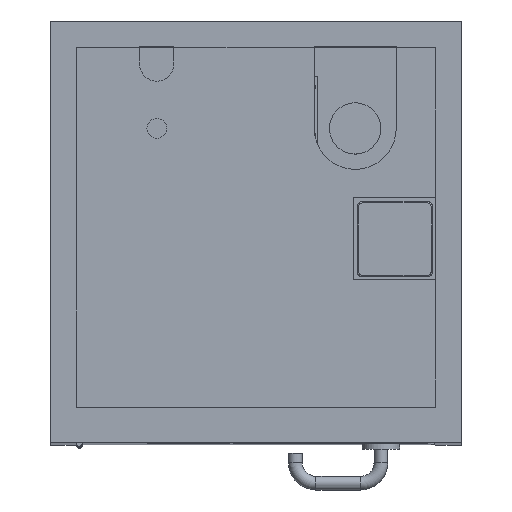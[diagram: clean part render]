
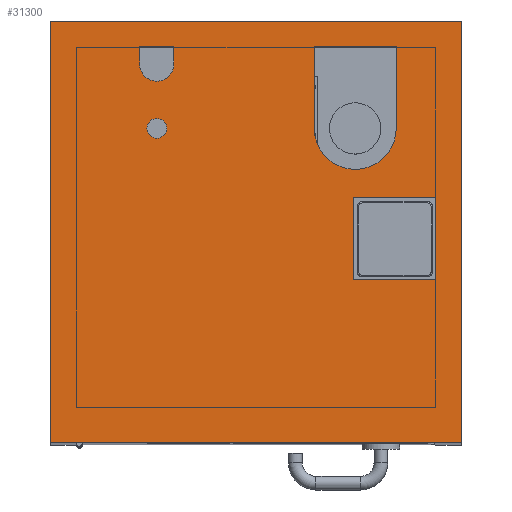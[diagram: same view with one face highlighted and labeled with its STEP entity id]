
A CAD part, top view. The second image highlights one B-rep face of the part: STEP entity #31300.
In plain terms, the highlighted planar face has unit normal (0, 0, 1).
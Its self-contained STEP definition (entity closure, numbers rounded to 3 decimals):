
#769=FACE_BOUND('',#4142,.T.);
#770=FACE_BOUND('',#4143,.T.);
#771=FACE_BOUND('',#4144,.T.);
#772=FACE_BOUND('',#4145,.T.);
#1178=PLANE('',#33112);
#2409=FACE_OUTER_BOUND('',#4141,.T.);
#4141=EDGE_LOOP('',(#21513,#21514,#21515,#21516));
#4142=EDGE_LOOP('',(#21517,#21518,#21519,#21520));
#4143=EDGE_LOOP('',(#21521,#21522,#21523,#21524));
#4144=EDGE_LOOP('',(#21525,#21526,#21527,#21528));
#4145=EDGE_LOOP('',(#21529));
#6331=LINE('',#43300,#9692);
#6332=LINE('',#43302,#9693);
#6333=LINE('',#43304,#9694);
#6334=LINE('',#43305,#9695);
#6335=LINE('',#43310,#9696);
#6336=LINE('',#43312,#9697);
#6337=LINE('',#43313,#9698);
#6338=LINE('',#43316,#9699);
#6339=LINE('',#43318,#9700);
#6340=LINE('',#43320,#9701);
#6341=LINE('',#43321,#9702);
#6342=LINE('',#43324,#9703);
#6343=LINE('',#43326,#9704);
#6344=LINE('',#43329,#9705);
#9692=VECTOR('',#35855,10.);
#9693=VECTOR('',#35856,10.);
#9694=VECTOR('',#35857,10.);
#9695=VECTOR('',#35858,10.);
#9696=VECTOR('',#35861,10.);
#9697=VECTOR('',#35862,10.);
#9698=VECTOR('',#35863,10.);
#9699=VECTOR('',#35864,10.);
#9700=VECTOR('',#35865,10.);
#9701=VECTOR('',#35866,10.);
#9702=VECTOR('',#35867,10.);
#9703=VECTOR('',#35868,10.);
#9704=VECTOR('',#35869,10.);
#9705=VECTOR('',#35872,10.);
#12742=CIRCLE('',#33113,60.);
#12743=CIRCLE('',#33114,25.);
#12744=CIRCLE('',#33115,14.5);
#13539=VERTEX_POINT('',#43298);
#13540=VERTEX_POINT('',#43299);
#13541=VERTEX_POINT('',#43301);
#13542=VERTEX_POINT('',#43303);
#13543=VERTEX_POINT('',#43306);
#13544=VERTEX_POINT('',#43307);
#13545=VERTEX_POINT('',#43309);
#13546=VERTEX_POINT('',#43311);
#13547=VERTEX_POINT('',#43314);
#13548=VERTEX_POINT('',#43315);
#13549=VERTEX_POINT('',#43317);
#13550=VERTEX_POINT('',#43319);
#13551=VERTEX_POINT('',#43322);
#13552=VERTEX_POINT('',#43323);
#13553=VERTEX_POINT('',#43325);
#13554=VERTEX_POINT('',#43327);
#13555=VERTEX_POINT('',#43330);
#16604=EDGE_CURVE('',#13539,#13540,#6331,.T.);
#16605=EDGE_CURVE('',#13540,#13541,#6332,.T.);
#16606=EDGE_CURVE('',#13541,#13542,#6333,.T.);
#16607=EDGE_CURVE('',#13542,#13539,#6334,.T.);
#16608=EDGE_CURVE('',#13543,#13544,#12742,.T.);
#16609=EDGE_CURVE('',#13544,#13545,#6335,.T.);
#16610=EDGE_CURVE('',#13545,#13546,#6336,.T.);
#16611=EDGE_CURVE('',#13546,#13543,#6337,.T.);
#16612=EDGE_CURVE('',#13547,#13548,#6338,.T.);
#16613=EDGE_CURVE('',#13548,#13549,#6339,.T.);
#16614=EDGE_CURVE('',#13549,#13550,#6340,.T.);
#16615=EDGE_CURVE('',#13550,#13547,#6341,.T.);
#16616=EDGE_CURVE('',#13551,#13552,#6342,.T.);
#16617=EDGE_CURVE('',#13552,#13553,#6343,.T.);
#16618=EDGE_CURVE('',#13553,#13554,#12743,.T.);
#16619=EDGE_CURVE('',#13554,#13551,#6344,.T.);
#16620=EDGE_CURVE('',#13555,#13555,#12744,.T.);
#21513=ORIENTED_EDGE('',*,*,#16604,.T.);
#21514=ORIENTED_EDGE('',*,*,#16605,.T.);
#21515=ORIENTED_EDGE('',*,*,#16606,.T.);
#21516=ORIENTED_EDGE('',*,*,#16607,.T.);
#21517=ORIENTED_EDGE('',*,*,#16608,.T.);
#21518=ORIENTED_EDGE('',*,*,#16609,.T.);
#21519=ORIENTED_EDGE('',*,*,#16610,.T.);
#21520=ORIENTED_EDGE('',*,*,#16611,.T.);
#21521=ORIENTED_EDGE('',*,*,#16612,.T.);
#21522=ORIENTED_EDGE('',*,*,#16613,.T.);
#21523=ORIENTED_EDGE('',*,*,#16614,.T.);
#21524=ORIENTED_EDGE('',*,*,#16615,.T.);
#21525=ORIENTED_EDGE('',*,*,#16616,.T.);
#21526=ORIENTED_EDGE('',*,*,#16617,.T.);
#21527=ORIENTED_EDGE('',*,*,#16618,.T.);
#21528=ORIENTED_EDGE('',*,*,#16619,.T.);
#21529=ORIENTED_EDGE('',*,*,#16620,.T.);
#31300=ADVANCED_FACE('',(#2409,#769,#770,#771,#772),#1178,.T.);
#33112=AXIS2_PLACEMENT_3D('',#43297,#35853,#35854);
#33113=AXIS2_PLACEMENT_3D('',#43308,#35859,#35860);
#33114=AXIS2_PLACEMENT_3D('',#43328,#35870,#35871);
#33115=AXIS2_PLACEMENT_3D('',#43331,#35873,#35874);
#35853=DIRECTION('center_axis',(0.,0.,1.));
#35854=DIRECTION('ref_axis',(1.,0.,0.));
#35855=DIRECTION('',(1.,0.,0.));
#35856=DIRECTION('',(0.,1.,0.));
#35857=DIRECTION('',(-1.,0.,0.));
#35858=DIRECTION('',(0.,-1.,0.));
#35859=DIRECTION('center_axis',(0.,0.,-1.));
#35860=DIRECTION('ref_axis',(-1.,0.,0.));
#35861=DIRECTION('',(0.,1.,0.));
#35862=DIRECTION('',(1.,0.,0.));
#35863=DIRECTION('',(0.,-1.,0.));
#35864=DIRECTION('',(0.,-1.,0.));
#35865=DIRECTION('',(-1.,0.,0.));
#35866=DIRECTION('',(0.,1.,0.));
#35867=DIRECTION('',(1.,0.,0.));
#35868=DIRECTION('',(1.,0.,0.));
#35869=DIRECTION('',(0.,-1.,0.));
#35870=DIRECTION('center_axis',(0.,0.,-1.));
#35871=DIRECTION('ref_axis',(1.,0.,0.));
#35872=DIRECTION('',(0.,1.,0.));
#35873=DIRECTION('center_axis',(0.,0.,-1.));
#35874=DIRECTION('ref_axis',(-1.,0.,0.));
#43297=CARTESIAN_POINT('Origin',(0.,0.,
974.185));
#43298=CARTESIAN_POINT('',(-299.88,-307.5,974.185));
#43299=CARTESIAN_POINT('',(299.88,-307.5,974.185));
#43300=CARTESIAN_POINT('',(-299.88,-307.5,974.185));
#43301=CARTESIAN_POINT('',(299.88,307.5,974.185));
#43302=CARTESIAN_POINT('',(299.88,-307.5,974.185));
#43303=CARTESIAN_POINT('',(-299.88,307.5,974.185));
#43304=CARTESIAN_POINT('',(299.88,307.5,974.185));
#43305=CARTESIAN_POINT('',(-299.88,307.5,974.185));
#43306=CARTESIAN_POINT('',(205.,151.98,974.185));
#43307=CARTESIAN_POINT('',(85.,151.98,974.185));
#43308=CARTESIAN_POINT('Origin',(145.,151.98,974.185));
#43309=CARTESIAN_POINT('',(85.,271.5,974.185));
#43310=CARTESIAN_POINT('',(85.,75.99,974.185));
#43311=CARTESIAN_POINT('',(205.,271.5,974.185));
#43312=CARTESIAN_POINT('',(42.5,271.5,974.185));
#43313=CARTESIAN_POINT('',(205.,135.75,974.185));
#43314=CARTESIAN_POINT('',(263.,50.98,974.185));
#43315=CARTESIAN_POINT('',(263.,-69.02,974.185));
#43316=CARTESIAN_POINT('',(263.,25.49,974.185));
#43317=CARTESIAN_POINT('',(143.,-69.02,974.185));
#43318=CARTESIAN_POINT('',(131.5,-69.02,974.185));
#43319=CARTESIAN_POINT('',(143.,50.98,974.185));
#43320=CARTESIAN_POINT('',(143.,-34.51,974.185));
#43321=CARTESIAN_POINT('',(71.5,50.98,974.185));
#43322=CARTESIAN_POINT('',(-170.,271.5,974.185));
#43323=CARTESIAN_POINT('',(-120.,271.5,974.185));
#43324=CARTESIAN_POINT('',(-85.,271.5,974.185));
#43325=CARTESIAN_POINT('',(-120.,246.,974.185));
#43326=CARTESIAN_POINT('',(-120.,135.75,974.185));
#43327=CARTESIAN_POINT('',(-170.,246.,974.185));
#43328=CARTESIAN_POINT('Origin',(-145.,246.,974.185));
#43329=CARTESIAN_POINT('',(-170.,123.,974.185));
#43330=CARTESIAN_POINT('',(-130.5,151.98,974.185));
#43331=CARTESIAN_POINT('Origin',(-145.,151.98,974.185));
